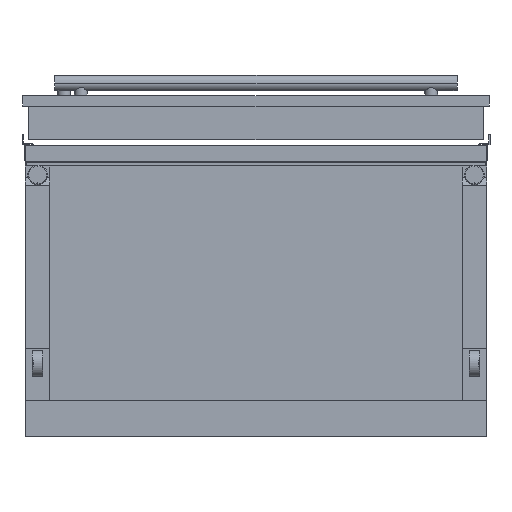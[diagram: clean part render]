
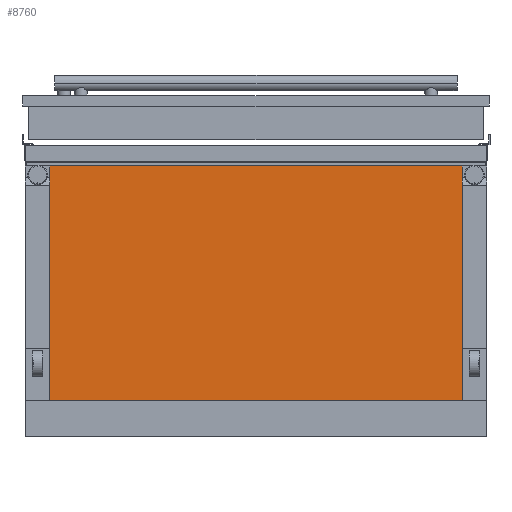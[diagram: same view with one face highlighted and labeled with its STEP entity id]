
A CAD part, front view. The second image highlights one B-rep face of the part: STEP entity #8760.
In plain terms, the highlighted planar face has unit normal (0, -1, 0).
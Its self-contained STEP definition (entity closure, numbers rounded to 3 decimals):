
#193 = VERTEX_POINT ( 'NONE', #3826 ) ;
#658 = CARTESIAN_POINT ( 'NONE',  ( 396., -990.85, -280. ) ) ;
#695 = EDGE_LOOP ( 'NONE', ( #10893, #1365, #8445, #1257 ) ) ;
#956 = PLANE ( 'NONE',  #14098 ) ;
#1257 = ORIENTED_EDGE ( 'NONE', *, *, #8369, .F. ) ;
#1365 = ORIENTED_EDGE ( 'NONE', *, *, #14034, .T. ) ;
#2580 = VECTOR ( 'NONE', #3623, 1000. ) ;
#3050 = CARTESIAN_POINT ( 'NONE',  ( -396., -990.85, -280. ) ) ;
#3232 = EDGE_CURVE ( 'NONE', #13533, #13195, #5524, .T. ) ;
#3563 = LINE ( 'NONE', #9963, #12583 ) ;
#3623 = DIRECTION ( 'NONE',  ( 0., 0., 1. ) ) ;
#3743 = CARTESIAN_POINT ( 'NONE',  ( -396., -990.85, 240. ) ) ;
#3826 = CARTESIAN_POINT ( 'NONE',  ( 396., -990.85, 240. ) ) ;
#4197 = DIRECTION ( 'NONE',  ( 0., 0., 1. ) ) ;
#4631 = LINE ( 'NONE', #11438, #7273 ) ;
#5524 = LINE ( 'NONE', #5731, #2580 ) ;
#5714 = CARTESIAN_POINT ( 'NONE',  ( 396., -990.85, -210.4 ) ) ;
#5731 = CARTESIAN_POINT ( 'NONE',  ( -396., -990.85, -280. ) ) ;
#6444 = DIRECTION ( 'NONE',  ( 0., 1., 0. ) ) ;
#6450 = EDGE_CURVE ( 'NONE', #7686, #193, #8856, .T. ) ;
#7143 = VECTOR ( 'NONE', #9660, 1000. ) ;
#7273 = VECTOR ( 'NONE', #13712, 1000. ) ;
#7686 = VERTEX_POINT ( 'NONE', #5714 ) ;
#8103 = FACE_OUTER_BOUND ( 'NONE', #695, .T. ) ;
#8369 = EDGE_CURVE ( 'NONE', #7686, #13533, #3563, .T. ) ;
#8445 = ORIENTED_EDGE ( 'NONE', *, *, #3232, .F. ) ;
#8760 = ADVANCED_FACE ( 'NONE', ( #8103 ), #956, .F. ) ;
#8856 = LINE ( 'NONE', #658, #7143 ) ;
#9660 = DIRECTION ( 'NONE',  ( 0., 0., 1. ) ) ;
#9963 = CARTESIAN_POINT ( 'NONE',  ( -443., -990.85, -210.4 ) ) ;
#10112 = DIRECTION ( 'NONE',  ( -1., 0., 0. ) ) ;
#10893 = ORIENTED_EDGE ( 'NONE', *, *, #6450, .T. ) ;
#11438 = CARTESIAN_POINT ( 'NONE',  ( -396., -990.85, 240. ) ) ;
#11733 = CARTESIAN_POINT ( 'NONE',  ( -396., -990.85, -210.4 ) ) ;
#12583 = VECTOR ( 'NONE', #10112, 1000. ) ;
#13195 = VERTEX_POINT ( 'NONE', #3743 ) ;
#13533 = VERTEX_POINT ( 'NONE', #11733 ) ;
#13712 = DIRECTION ( 'NONE',  ( -1., 0., 0. ) ) ;
#14034 = EDGE_CURVE ( 'NONE', #193, #13195, #4631, .T. ) ;
#14098 = AXIS2_PLACEMENT_3D ( 'NONE', #3050, #6444, #4197 ) ;
